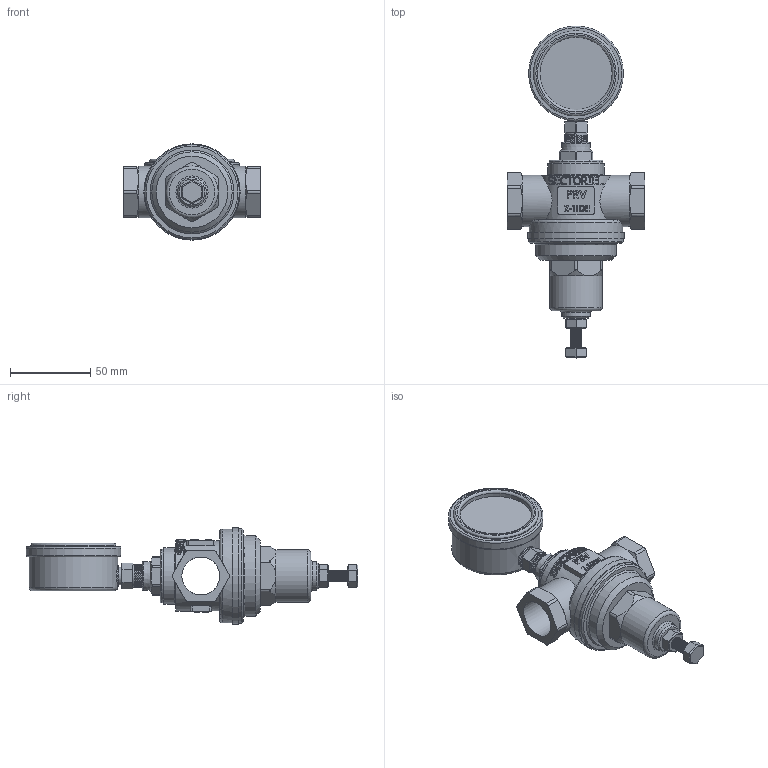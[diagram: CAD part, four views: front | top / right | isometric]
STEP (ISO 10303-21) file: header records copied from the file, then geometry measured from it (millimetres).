
FILE_DESCRIPTION(/* description */ (''),/* implementation_level */ '2;1');
FILE_NAME(/* name */ 'RET-20-S-Gaz.stp',/* time_stamp */ '2014-07-16T10:10:25+02:00',/* author */ ('fballet'),/* organization */ (''),/* preprocessor_version */ 'ST-DEVELOPER v15.2',/* originating_system */ 'Autodesk Inventor 2014',/* authorisation */ '');
FILE_SCHEMA (('AUTOMOTIVE_DESIGN { 1 0 10303 214 3 1 1 }'));
Length unit declared in the file: centimetre
Products named in the file (1): RET-20-S-Gaz
Bounding box: 85.8 x 206.7 x 60 mm (x, y, z)
Volume: 138549.4 mm3; surface area: 65276.7 mm2
Topology: 6 solids, 8 shells, 578 faces, 1651 edges, 1127 vertices
Faces by surface type: plane 312, cylinder 114, bspline 99, cone 29, sphere 12, torus 12
Full cylindrical faces by diameter (mm): 2.7 x3, 8 x1, 11 x1, 11.048 x1, 11.378 x1, 13.952 x9, 17 x1, 18 x1, 23.6 x2, 26 x2, 26.5 x1, 31 x1, 32 x2, 32.5 x1, 33.5 x1, 35 x1, 39 x1, 43 x1, 45 x2, 48.5 x1, 50 x2, 53 x1, 55 x1, 55.031 x1, 58.5 x1, 59 x2, 60 x1
Entity records: 27559 total; most frequent: CARTESIAN_POINT 13626, ORIENTED_EDGE 3100, DIRECTION 2242, EDGE_CURVE 1550, VERTEX_POINT 1109, AXIS2_PLACEMENT_3D 754, LINE 734, VECTOR 734
